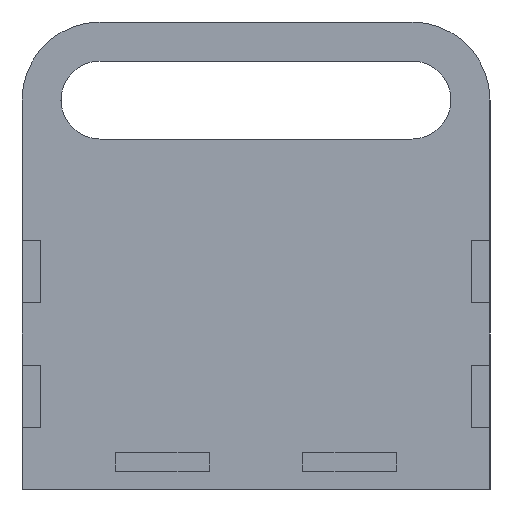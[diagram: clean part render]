
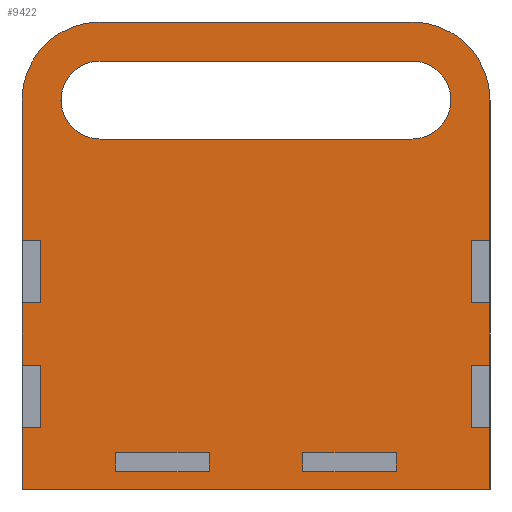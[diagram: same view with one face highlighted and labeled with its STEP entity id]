
A CAD part, left-side view. The second image highlights one B-rep face of the part: STEP entity #9422.
In plain terms, the highlighted planar face has unit normal (-1, 0, 0).
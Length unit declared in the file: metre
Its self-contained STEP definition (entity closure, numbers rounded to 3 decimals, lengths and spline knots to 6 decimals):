
#26=CIRCLE('',#9995,0.0125);
#27=CIRCLE('',#9996,0.0125);
#28=CIRCLE('',#9997,0.025);
#29=CIRCLE('',#9998,0.025);
#1510=ORIENTED_EDGE('',*,*,#3482,.F.);
#1511=ORIENTED_EDGE('',*,*,#3483,.T.);
#1512=ORIENTED_EDGE('',*,*,#3484,.T.);
#1513=ORIENTED_EDGE('',*,*,#3485,.F.);
#1514=ORIENTED_EDGE('',*,*,#3486,.F.);
#1515=ORIENTED_EDGE('',*,*,#3487,.T.);
#1516=ORIENTED_EDGE('',*,*,#3488,.T.);
#1517=ORIENTED_EDGE('',*,*,#3489,.F.);
#1518=ORIENTED_EDGE('',*,*,#3490,.T.);
#1519=ORIENTED_EDGE('',*,*,#3491,.T.);
#1520=ORIENTED_EDGE('',*,*,#3492,.F.);
#1521=ORIENTED_EDGE('',*,*,#3493,.T.);
#1522=ORIENTED_EDGE('',*,*,#3457,.T.);
#1523=ORIENTED_EDGE('',*,*,#3494,.T.);
#1524=ORIENTED_EDGE('',*,*,#3495,.T.);
#1525=ORIENTED_EDGE('',*,*,#3496,.F.);
#1526=ORIENTED_EDGE('',*,*,#3452,.T.);
#1527=ORIENTED_EDGE('',*,*,#3478,.T.);
#1528=ORIENTED_EDGE('',*,*,#3480,.F.);
#1529=ORIENTED_EDGE('',*,*,#3497,.T.);
#1530=ORIENTED_EDGE('',*,*,#3498,.T.);
#1531=ORIENTED_EDGE('',*,*,#3499,.F.);
#1532=ORIENTED_EDGE('',*,*,#3465,.F.);
#1533=ORIENTED_EDGE('',*,*,#3500,.T.);
#1534=ORIENTED_EDGE('',*,*,#3501,.T.);
#1535=ORIENTED_EDGE('',*,*,#3502,.F.);
#1536=ORIENTED_EDGE('',*,*,#3460,.F.);
#1537=ORIENTED_EDGE('',*,*,#3503,.T.);
#1538=ORIENTED_EDGE('',*,*,#3470,.F.);
#1539=ORIENTED_EDGE('',*,*,#3504,.T.);
#1540=ORIENTED_EDGE('',*,*,#3473,.T.);
#1541=ORIENTED_EDGE('',*,*,#3505,.T.);
#1542=ORIENTED_EDGE('',*,*,#3506,.T.);
#1543=ORIENTED_EDGE('',*,*,#3507,.F.);
#3452=EDGE_CURVE('',#4558,#4559,#5684,.T.);
#3457=EDGE_CURVE('',#4564,#4562,#5689,.T.);
#3460=EDGE_CURVE('',#4566,#4567,#5692,.T.);
#3465=EDGE_CURVE('',#4570,#4572,#5697,.T.);
#3470=EDGE_CURVE('',#4576,#4577,#5702,.T.);
#3473=EDGE_CURVE('',#4580,#4578,#5705,.T.);
#3478=EDGE_CURVE('',#4559,#4583,#5710,.T.);
#3480=EDGE_CURVE('',#4584,#4583,#5712,.T.);
#3482=EDGE_CURVE('',#4586,#4587,#5714,.T.);
#3483=EDGE_CURVE('',#4586,#4588,#5715,.T.);
#3484=EDGE_CURVE('',#4588,#4589,#5716,.T.);
#3485=EDGE_CURVE('',#4587,#4589,#5717,.T.);
#3486=EDGE_CURVE('',#4590,#4591,#5718,.T.);
#3487=EDGE_CURVE('',#4590,#4592,#5719,.T.);
#3488=EDGE_CURVE('',#4592,#4593,#5720,.T.);
#3489=EDGE_CURVE('',#4591,#4593,#5721,.T.);
#3490=EDGE_CURVE('',#4594,#4595,#5722,.T.);
#3491=EDGE_CURVE('',#4595,#4596,#26,.T.);
#3492=EDGE_CURVE('',#4597,#4596,#5723,.T.);
#3493=EDGE_CURVE('',#4597,#4594,#27,.T.);
#3494=EDGE_CURVE('',#4562,#4598,#5724,.T.);
#3495=EDGE_CURVE('',#4598,#4599,#5725,.T.);
#3496=EDGE_CURVE('',#4558,#4599,#5726,.T.);
#3497=EDGE_CURVE('',#4584,#4600,#5727,.T.);
#3498=EDGE_CURVE('',#4600,#4601,#5728,.T.);
#3499=EDGE_CURVE('',#4572,#4601,#5729,.T.);
#3500=EDGE_CURVE('',#4570,#4602,#5730,.T.);
#3501=EDGE_CURVE('',#4602,#4603,#5731,.T.);
#3502=EDGE_CURVE('',#4567,#4603,#5732,.T.);
#3503=EDGE_CURVE('',#4566,#4577,#28,.F.);
#3504=EDGE_CURVE('',#4576,#4580,#29,.F.);
#3505=EDGE_CURVE('',#4578,#4604,#5733,.T.);
#3506=EDGE_CURVE('',#4604,#4605,#5734,.T.);
#3507=EDGE_CURVE('',#4564,#4605,#5735,.T.);
#4558=VERTEX_POINT('',#13962);
#4559=VERTEX_POINT('',#13963);
#4562=VERTEX_POINT('',#13971);
#4564=VERTEX_POINT('',#13974);
#4566=VERTEX_POINT('',#13980);
#4567=VERTEX_POINT('',#13981);
#4570=VERTEX_POINT('',#13989);
#4572=VERTEX_POINT('',#13992);
#4576=VERTEX_POINT('',#14001);
#4577=VERTEX_POINT('',#14003);
#4578=VERTEX_POINT('',#14007);
#4580=VERTEX_POINT('',#14010);
#4583=VERTEX_POINT('',#14018);
#4584=VERTEX_POINT('',#14022);
#4586=VERTEX_POINT('',#14028);
#4587=VERTEX_POINT('',#14029);
#4588=VERTEX_POINT('',#14031);
#4589=VERTEX_POINT('',#14033);
#4590=VERTEX_POINT('',#14036);
#4591=VERTEX_POINT('',#14037);
#4592=VERTEX_POINT('',#14039);
#4593=VERTEX_POINT('',#14041);
#4594=VERTEX_POINT('',#14044);
#4595=VERTEX_POINT('',#14045);
#4596=VERTEX_POINT('',#14047);
#4597=VERTEX_POINT('',#14049);
#4598=VERTEX_POINT('',#14052);
#4599=VERTEX_POINT('',#14054);
#4600=VERTEX_POINT('',#14057);
#4601=VERTEX_POINT('',#14059);
#4602=VERTEX_POINT('',#14062);
#4603=VERTEX_POINT('',#14064);
#4604=VERTEX_POINT('',#14069);
#4605=VERTEX_POINT('',#14071);
#5684=LINE('',#13961,#7012);
#5689=LINE('',#13973,#7017);
#5692=LINE('',#13979,#7020);
#5697=LINE('',#13991,#7025);
#5702=LINE('',#14002,#7030);
#5705=LINE('',#14009,#7033);
#5710=LINE('',#14019,#7038);
#5712=LINE('',#14024,#7040);
#5714=LINE('',#14027,#7042);
#5715=LINE('',#14030,#7043);
#5716=LINE('',#14032,#7044);
#5717=LINE('',#14034,#7045);
#5718=LINE('',#14035,#7046);
#5719=LINE('',#14038,#7047);
#5720=LINE('',#14040,#7048);
#5721=LINE('',#14042,#7049);
#5722=LINE('',#14043,#7050);
#5723=LINE('',#14048,#7051);
#5724=LINE('',#14051,#7052);
#5725=LINE('',#14053,#7053);
#5726=LINE('',#14055,#7054);
#5727=LINE('',#14056,#7055);
#5728=LINE('',#14058,#7056);
#5729=LINE('',#14060,#7057);
#5730=LINE('',#14061,#7058);
#5731=LINE('',#14063,#7059);
#5732=LINE('',#14065,#7060);
#5733=LINE('',#14068,#7061);
#5734=LINE('',#14070,#7062);
#5735=LINE('',#14072,#7063);
#7012=VECTOR('',#11444,1.);
#7017=VECTOR('',#11451,1.);
#7020=VECTOR('',#11456,1.);
#7025=VECTOR('',#11463,1.);
#7030=VECTOR('',#11470,1.);
#7033=VECTOR('',#11475,1.);
#7038=VECTOR('',#11482,1.);
#7040=VECTOR('',#11486,1.);
#7042=VECTOR('',#11490,1.);
#7043=VECTOR('',#11491,1.);
#7044=VECTOR('',#11492,1.);
#7045=VECTOR('',#11493,1.);
#7046=VECTOR('',#11494,1.);
#7047=VECTOR('',#11495,1.);
#7048=VECTOR('',#11496,1.);
#7049=VECTOR('',#11497,1.);
#7050=VECTOR('',#11498,1.);
#7051=VECTOR('',#11501,1.);
#7052=VECTOR('',#11504,1.);
#7053=VECTOR('',#11505,1.);
#7054=VECTOR('',#11506,1.);
#7055=VECTOR('',#11507,1.);
#7056=VECTOR('',#11508,1.);
#7057=VECTOR('',#11509,1.);
#7058=VECTOR('',#11510,1.);
#7059=VECTOR('',#11511,1.);
#7060=VECTOR('',#11512,1.);
#7061=VECTOR('',#11517,1.);
#7062=VECTOR('',#11518,1.);
#7063=VECTOR('',#11519,1.);
#7914=EDGE_LOOP('',(#1510,#1511,#1512,#1513));
#7915=EDGE_LOOP('',(#1514,#1515,#1516,#1517));
#7916=EDGE_LOOP('',(#1518,#1519,#1520,#1521));
#7917=EDGE_LOOP('',(#1522,#1523,#1524,#1525,#1526,#1527,#1528,#1529,#1530,
#1531,#1532,#1533,#1534,#1535,#1536,#1537,#1538,#1539,#1540,#1541,#1542,
#1543));
#8452=FACE_BOUND('',#7914,.T.);
#8453=FACE_BOUND('',#7915,.T.);
#8454=FACE_BOUND('',#7916,.T.);
#8455=FACE_BOUND('',#7917,.T.);
#8962=PLANE('',#9994);
#9422=ADVANCED_FACE('',(#8452,#8453,#8454,#8455),#8962,.F.);
#9994=AXIS2_PLACEMENT_3D('',#14026,#11488,#11489);
#9995=AXIS2_PLACEMENT_3D('',#14046,#11499,#11500);
#9996=AXIS2_PLACEMENT_3D('',#14050,#11502,#11503);
#9997=AXIS2_PLACEMENT_3D('',#14066,#11513,#11514);
#9998=AXIS2_PLACEMENT_3D('',#14067,#11515,#11516);
#11444=DIRECTION('',(0.,0.,-1.));
#11451=DIRECTION('',(0.,0.,-1.));
#11456=DIRECTION('',(0.,0.,-1.));
#11463=DIRECTION('',(0.,0.,-1.));
#11470=DIRECTION('',(0.,-1.,0.));
#11475=DIRECTION('',(0.,0.,-1.));
#11482=DIRECTION('',(0.,-1.,0.));
#11486=DIRECTION('',(0.,0.,-1.));
#11488=DIRECTION('',(1.,0.,0.));
#11489=DIRECTION('',(0.,1.,0.));
#11490=DIRECTION('',(0.,-1.,0.));
#11491=DIRECTION('',(0.,0.,1.));
#11492=DIRECTION('',(0.,-1.,0.));
#11493=DIRECTION('',(0.,0.,1.));
#11494=DIRECTION('',(0.,-1.,0.));
#11495=DIRECTION('',(0.,0.,1.));
#11496=DIRECTION('',(0.,-1.,0.));
#11497=DIRECTION('',(0.,0.,1.));
#11498=DIRECTION('',(0.,-1.,0.));
#11499=DIRECTION('',(1.,0.,0.));
#11500=DIRECTION('',(0.,-1.,0.));
#11501=DIRECTION('',(0.,-1.,0.));
#11502=DIRECTION('',(1.,0.,0.));
#11503=DIRECTION('',(0.,-1.,0.));
#11504=DIRECTION('',(0.,-1.,0.));
#11505=DIRECTION('',(0.,0.,-1.));
#11506=DIRECTION('',(0.,-1.,0.));
#11507=DIRECTION('',(0.,1.,0.));
#11508=DIRECTION('',(0.,0.,1.));
#11509=DIRECTION('',(0.,1.,0.));
#11510=DIRECTION('',(0.,1.,0.));
#11511=DIRECTION('',(0.,0.,1.));
#11512=DIRECTION('',(0.,1.,0.));
#11513=DIRECTION('',(1.,0.,0.));
#11514=DIRECTION('',(0.,1.,0.));
#11515=DIRECTION('',(1.,0.,0.));
#11516=DIRECTION('',(0.,1.,0.));
#11517=DIRECTION('',(0.,-1.,0.));
#11518=DIRECTION('',(0.,0.,-1.));
#11519=DIRECTION('',(0.,-1.,0.));
#13961=CARTESIAN_POINT('',(-0.15,0.075,0.1));
#13962=CARTESIAN_POINT('',(-0.15,0.075,0.02));
#13963=CARTESIAN_POINT('',(-0.15,0.075,0.));
#13971=CARTESIAN_POINT('',(-0.15,0.075,0.04));
#13973=CARTESIAN_POINT('',(-0.15,0.075,0.1));
#13974=CARTESIAN_POINT('',(-0.15,0.075,0.06));
#13979=CARTESIAN_POINT('',(-0.15,-0.075,0.1));
#13980=CARTESIAN_POINT('',(-0.15,-0.075,0.125));
#13981=CARTESIAN_POINT('',(-0.15,-0.075,0.08));
#13989=CARTESIAN_POINT('',(-0.15,-0.075,0.06));
#13991=CARTESIAN_POINT('',(-0.15,-0.075,0.1));
#13992=CARTESIAN_POINT('',(-0.15,-0.075,0.04));
#14001=CARTESIAN_POINT('',(-0.15,0.05,0.15));
#14002=CARTESIAN_POINT('',(-0.15,0.,0.15));
#14003=CARTESIAN_POINT('',(-0.15,-0.05,0.15));
#14007=CARTESIAN_POINT('',(-0.15,0.075,0.08));
#14009=CARTESIAN_POINT('',(-0.15,0.075,0.1));
#14010=CARTESIAN_POINT('',(-0.15,0.075,0.125));
#14018=CARTESIAN_POINT('',(-0.15,-0.075,0.));
#14019=CARTESIAN_POINT('',(-0.15,0.,0.));
#14022=CARTESIAN_POINT('',(-0.15,-0.075,0.02));
#14024=CARTESIAN_POINT('',(-0.15,-0.075,0.1));
#14026=CARTESIAN_POINT('',(-0.15,0.,0.1));
#14027=CARTESIAN_POINT('',(-0.15,-0.03,0.006));
#14028=CARTESIAN_POINT('',(-0.15,-0.015,0.006));
#14029=CARTESIAN_POINT('',(-0.15,-0.045,0.006));
#14030=CARTESIAN_POINT('',(-0.15,-0.015,0.009));
#14031=CARTESIAN_POINT('',(-0.15,-0.015,0.012));
#14032=CARTESIAN_POINT('',(-0.15,-0.03,0.012));
#14033=CARTESIAN_POINT('',(-0.15,-0.045,0.012));
#14034=CARTESIAN_POINT('',(-0.15,-0.045,0.009));
#14035=CARTESIAN_POINT('',(-0.15,0.03,0.006));
#14036=CARTESIAN_POINT('',(-0.15,0.045,0.006));
#14037=CARTESIAN_POINT('',(-0.15,0.015,0.006));
#14038=CARTESIAN_POINT('',(-0.15,0.045,0.009));
#14039=CARTESIAN_POINT('',(-0.15,0.045,0.012));
#14040=CARTESIAN_POINT('',(-0.15,0.03,0.012));
#14041=CARTESIAN_POINT('',(-0.15,0.015,0.012));
#14042=CARTESIAN_POINT('',(-0.15,0.015,0.009));
#14043=CARTESIAN_POINT('',(-0.15,0.,0.1375));
#14044=CARTESIAN_POINT('',(-0.15,0.05,0.1375));
#14045=CARTESIAN_POINT('',(-0.15,-0.05,0.1375));
#14046=CARTESIAN_POINT('',(-0.15,-0.05,0.125));
#14047=CARTESIAN_POINT('',(-0.15,-0.05,0.1125));
#14048=CARTESIAN_POINT('',(-0.15,0.,0.1125));
#14049=CARTESIAN_POINT('',(-0.15,0.05,0.1125));
#14050=CARTESIAN_POINT('',(-0.15,0.05,0.125));
#14051=CARTESIAN_POINT('',(-0.15,0.072,0.04));
#14052=CARTESIAN_POINT('',(-0.15,0.069,0.04));
#14053=CARTESIAN_POINT('',(-0.15,0.069,0.03));
#14054=CARTESIAN_POINT('',(-0.15,0.069,0.02));
#14055=CARTESIAN_POINT('',(-0.15,0.072,0.02));
#14056=CARTESIAN_POINT('',(-0.15,-0.072,0.02));
#14057=CARTESIAN_POINT('',(-0.15,-0.069,0.02));
#14058=CARTESIAN_POINT('',(-0.15,-0.069,0.03));
#14059=CARTESIAN_POINT('',(-0.15,-0.069,0.04));
#14060=CARTESIAN_POINT('',(-0.15,-0.072,0.04));
#14061=CARTESIAN_POINT('',(-0.15,-0.072,0.06));
#14062=CARTESIAN_POINT('',(-0.15,-0.069,0.06));
#14063=CARTESIAN_POINT('',(-0.15,-0.069,0.07));
#14064=CARTESIAN_POINT('',(-0.15,-0.069,0.08));
#14065=CARTESIAN_POINT('',(-0.15,-0.072,0.08));
#14066=CARTESIAN_POINT('',(-0.15,-0.05,0.125));
#14067=CARTESIAN_POINT('',(-0.15,0.05,0.125));
#14068=CARTESIAN_POINT('',(-0.15,0.072,0.08));
#14069=CARTESIAN_POINT('',(-0.15,0.069,0.08));
#14070=CARTESIAN_POINT('',(-0.15,0.069,0.07));
#14071=CARTESIAN_POINT('',(-0.15,0.069,0.06));
#14072=CARTESIAN_POINT('',(-0.15,0.072,0.06));
